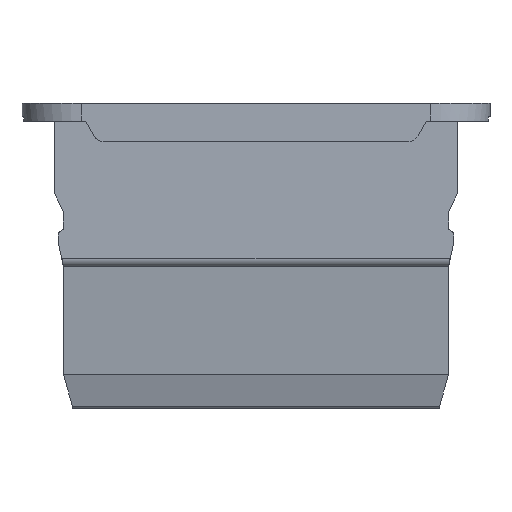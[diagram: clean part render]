
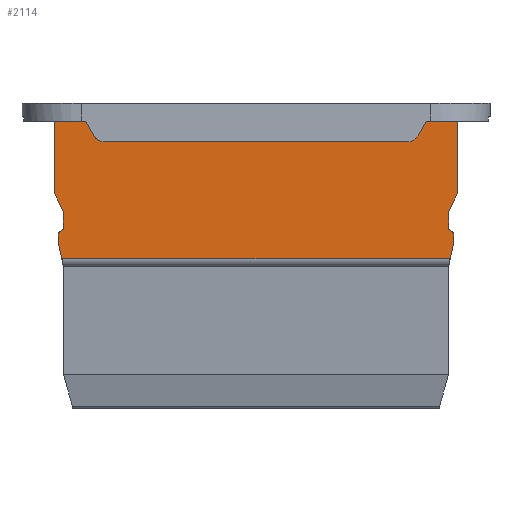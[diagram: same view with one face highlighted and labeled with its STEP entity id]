
A CAD part, front view. The second image highlights one B-rep face of the part: STEP entity #2114.
In plain terms, the highlighted planar face has unit normal (0, -1, 0).
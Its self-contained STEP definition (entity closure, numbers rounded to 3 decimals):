
#10=DIRECTION('',(-0.217,0.,0.976));
#11=VECTOR('',#10,1.146);
#12=CARTESIAN_POINT('',(-13.111,-3.1,-9.6));
#13=LINE('',#12,#11);
#14=DIRECTION('',(0.,0.,1.));
#15=VECTOR('',#14,0.5);
#16=CARTESIAN_POINT('',(-13.36,-3.1,-8.481));
#17=LINE('',#16,#15);
#18=CARTESIAN_POINT('',(-13.06,-3.1,-7.981));
#19=DIRECTION('',(0.,1.,0.));
#20=DIRECTION('',(-1.,0.,0.));
#21=AXIS2_PLACEMENT_3D('',#18,#19,#20);
#23=DIRECTION('',(0.866,0.,0.5));
#24=VECTOR('',#23,0.242);
#25=CARTESIAN_POINT('',(-13.21,-3.1,-7.721));
#26=LINE('',#25,#24);
#27=DIRECTION('',(0.,0.,1.));
#28=VECTOR('',#27,1.2);
#29=CARTESIAN_POINT('',(-13.,-3.1,-7.6));
#30=LINE('',#29,#28);
#31=DIRECTION('',(0.432,0.,-0.902));
#32=VECTOR('',#31,1.331);
#33=CARTESIAN_POINT('',(-13.575,-3.1,-5.2));
#34=LINE('',#33,#32);
#35=DIRECTION('',(0.,0.,1.));
#36=VECTOR('',#35,5.2);
#37=CARTESIAN_POINT('',(-13.575,-3.1,-5.2));
#38=LINE('',#37,#36);
#39=DIRECTION('',(1.,0.,0.));
#40=VECTOR('',#39,1.3);
#41=CARTESIAN_POINT('',(-0.65,-3.1,-0.3));
#42=LINE('',#41,#40);
#43=DIRECTION('',(0.,0.,1.));
#44=VECTOR('',#43,0.3);
#45=CARTESIAN_POINT('',(0.65,-3.1,-0.3));
#46=LINE('',#45,#44);
#47=DIRECTION('',(0.432,0.,0.902));
#48=VECTOR('',#47,1.331);
#49=CARTESIAN_POINT('',(13.,-3.1,-6.4));
#50=LINE('',#49,#48);
#51=DIRECTION('',(0.,0.,1.));
#52=VECTOR('',#51,1.2);
#53=CARTESIAN_POINT('',(13.,-3.1,-7.6));
#54=LINE('',#53,#52);
#55=DIRECTION('',(0.866,0.,-0.5));
#56=VECTOR('',#55,0.242);
#57=CARTESIAN_POINT('',(13.,-3.1,-7.6));
#58=LINE('',#57,#56);
#59=CARTESIAN_POINT('',(13.06,-3.1,-7.981));
#60=DIRECTION('',(0.,1.,0.));
#61=DIRECTION('',(0.5,0.,0.866));
#62=AXIS2_PLACEMENT_3D('',#59,#60,#61);
#64=DIRECTION('',(0.,0.,-1.));
#65=VECTOR('',#64,0.5);
#66=CARTESIAN_POINT('',(13.36,-3.1,-7.981));
#67=LINE('',#66,#65);
#68=DIRECTION('',(-0.217,0.,-0.976));
#69=VECTOR('',#68,1.146);
#70=CARTESIAN_POINT('',(13.36,-3.1,-8.481));
#71=LINE('',#70,#69);
#72=DIRECTION('',(-1.,0.,0.));
#73=VECTOR('',#72,26.222);
#74=CARTESIAN_POINT('',(13.111,-3.1,-9.6));
#75=LINE('',#74,#73);
#402=DIRECTION('',(0.,0.,1.));
#403=VECTOR('',#402,5.2);
#404=CARTESIAN_POINT('',(13.575,-3.1,-5.2));
#405=LINE('',#404,#403);
#524=DIRECTION('',(1.,0.,0.));
#525=VECTOR('',#524,12.925);
#526=CARTESIAN_POINT('',(-13.575,-3.1,0.));
#527=LINE('',#526,#525);
#568=DIRECTION('',(1.,0.,0.));
#569=VECTOR('',#568,12.925);
#570=CARTESIAN_POINT('',(0.65,-3.1,0.));
#571=LINE('',#570,#569);
#1228=DIRECTION('',(0.,0.,1.));
#1229=VECTOR('',#1228,0.3);
#1230=CARTESIAN_POINT('',(-0.65,-3.1,-0.3));
#1231=LINE('',#1230,#1229);
#1588=CARTESIAN_POINT('',(-13.575,-3.1,0.));
#1589=VERTEX_POINT('',#1588);
#1590=CARTESIAN_POINT('',(-0.65,-3.1,0.));
#1591=VERTEX_POINT('',#1590);
#1592=CARTESIAN_POINT('',(0.65,-3.1,0.));
#1593=CARTESIAN_POINT('',(13.575,-3.1,0.));
#1594=VERTEX_POINT('',#1592);
#1595=VERTEX_POINT('',#1593);
#1600=CARTESIAN_POINT('',(-0.65,-3.1,-0.3));
#1601=CARTESIAN_POINT('',(0.65,-3.1,-0.3));
#1602=VERTEX_POINT('',#1600);
#1603=VERTEX_POINT('',#1601);
#1703=CARTESIAN_POINT('',(-13.575,-3.1,-5.2));
#1705=VERTEX_POINT('',#1703);
#1707=CARTESIAN_POINT('',(13.575,-3.1,-5.2));
#1709=VERTEX_POINT('',#1707);
#1710=CARTESIAN_POINT('',(13.,-3.1,-6.4));
#1711=VERTEX_POINT('',#1710);
#1712=CARTESIAN_POINT('',(-13.,-3.1,-6.4));
#1713=VERTEX_POINT('',#1712);
#1762=CARTESIAN_POINT('',(13.,-3.1,-7.6));
#1763=VERTEX_POINT('',#1762);
#1764=CARTESIAN_POINT('',(-13.,-3.1,-7.6));
#1765=VERTEX_POINT('',#1764);
#1982=CARTESIAN_POINT('',(13.111,-3.1,-9.6));
#1983=CARTESIAN_POINT('',(-13.111,-3.1,-9.6));
#1984=VERTEX_POINT('',#1982);
#1985=VERTEX_POINT('',#1983);
#1990=CARTESIAN_POINT('',(13.21,-3.1,-7.721));
#1991=CARTESIAN_POINT('',(13.36,-3.1,-7.981));
#1992=VERTEX_POINT('',#1990);
#1993=VERTEX_POINT('',#1991);
#1994=CARTESIAN_POINT('',(13.36,-3.1,-8.481));
#1995=VERTEX_POINT('',#1994);
#1996=CARTESIAN_POINT('',(-13.36,-3.1,-8.481));
#1997=CARTESIAN_POINT('',(-13.36,-3.1,-7.981));
#1998=VERTEX_POINT('',#1996);
#1999=VERTEX_POINT('',#1997);
#2000=CARTESIAN_POINT('',(-13.21,-3.1,-7.721));
#2001=VERTEX_POINT('',#2000);
#2069=CARTESIAN_POINT('',(-13.575,-3.1,0.));
#2070=DIRECTION('',(0.,-1.,0.));
#2071=DIRECTION('',(0.,0.,-1.));
#2072=AXIS2_PLACEMENT_3D('',#2069,#2070,#2071);
#2073=PLANE('',#2072);
#2075=ORIENTED_EDGE('',*,*,#2074,.T.);
#2077=ORIENTED_EDGE('',*,*,#2076,.T.);
#2079=ORIENTED_EDGE('',*,*,#2078,.T.);
#2081=ORIENTED_EDGE('',*,*,#2080,.T.);
#2083=ORIENTED_EDGE('',*,*,#2082,.T.);
#2085=ORIENTED_EDGE('',*,*,#2084,.T.);
#2086=ORIENTED_EDGE('',*,*,#2060,.F.);
#2087=ORIENTED_EDGE('',*,*,#2049,.T.);
#2089=ORIENTED_EDGE('',*,*,#2088,.T.);
#2091=ORIENTED_EDGE('',*,*,#2090,.F.);
#2093=ORIENTED_EDGE('',*,*,#2092,.T.);
#2095=ORIENTED_EDGE('',*,*,#2094,.T.);
#2097=ORIENTED_EDGE('',*,*,#2096,.T.);
#2099=ORIENTED_EDGE('',*,*,#2098,.F.);
#2101=ORIENTED_EDGE('',*,*,#2100,.F.);
#2103=ORIENTED_EDGE('',*,*,#2102,.F.);
#2105=ORIENTED_EDGE('',*,*,#2104,.T.);
#2107=ORIENTED_EDGE('',*,*,#2106,.T.);
#2109=ORIENTED_EDGE('',*,*,#2108,.T.);
#2111=ORIENTED_EDGE('',*,*,#2110,.T.);
#2112=EDGE_LOOP('',(#2075,#2077,#2079,#2081,#2083,#2085,#2086,#2087,#2089,#2091,
#2093,#2095,#2097,#2099,#2101,#2103,#2105,#2107,#2109,#2111));
#2113=FACE_OUTER_BOUND('',#2112,.F.);
#2114=ADVANCED_FACE('',(#2113),#2073,.T.);
#22=CIRCLE('',#21,0.3);
#63=CIRCLE('',#62,0.3);
#2049=EDGE_CURVE('',#1705,#1589,#38,.T.);
#2060=EDGE_CURVE('',#1705,#1713,#34,.T.);
#2074=EDGE_CURVE('',#1984,#1985,#75,.T.);
#2076=EDGE_CURVE('',#1985,#1998,#13,.T.);
#2078=EDGE_CURVE('',#1998,#1999,#17,.T.);
#2080=EDGE_CURVE('',#1999,#2001,#22,.T.);
#2082=EDGE_CURVE('',#2001,#1765,#26,.T.);
#2084=EDGE_CURVE('',#1765,#1713,#30,.T.);
#2088=EDGE_CURVE('',#1589,#1591,#527,.T.);
#2090=EDGE_CURVE('',#1602,#1591,#1231,.T.);
#2092=EDGE_CURVE('',#1602,#1603,#42,.T.);
#2094=EDGE_CURVE('',#1603,#1594,#46,.T.);
#2096=EDGE_CURVE('',#1594,#1595,#571,.T.);
#2098=EDGE_CURVE('',#1709,#1595,#405,.T.);
#2100=EDGE_CURVE('',#1711,#1709,#50,.T.);
#2102=EDGE_CURVE('',#1763,#1711,#54,.T.);
#2104=EDGE_CURVE('',#1763,#1992,#58,.T.);
#2106=EDGE_CURVE('',#1992,#1993,#63,.T.);
#2108=EDGE_CURVE('',#1993,#1995,#67,.T.);
#2110=EDGE_CURVE('',#1995,#1984,#71,.T.);
